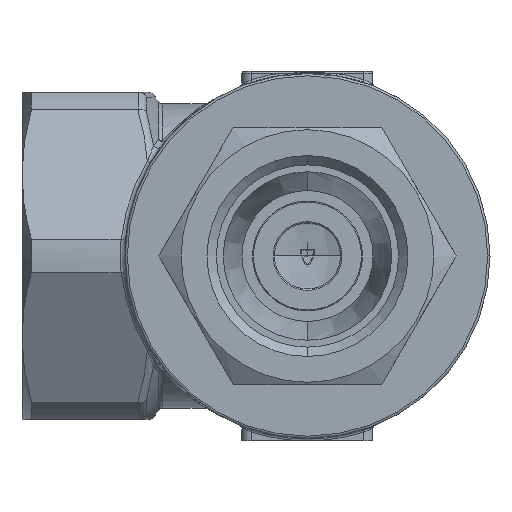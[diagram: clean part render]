
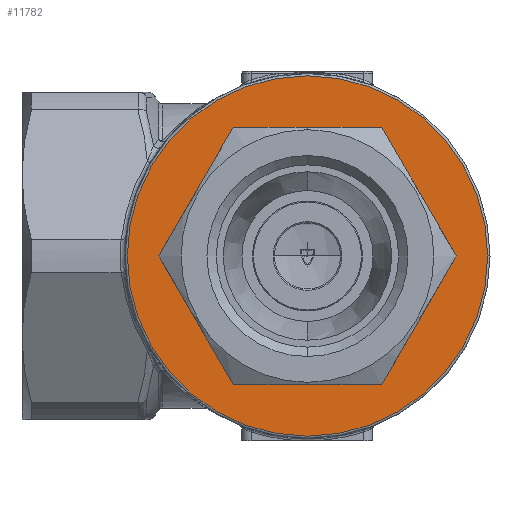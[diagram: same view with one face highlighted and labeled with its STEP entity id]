
A CAD part, front view. The second image highlights one B-rep face of the part: STEP entity #11782.
In plain terms, the highlighted planar face has unit normal (0, -1, 0).
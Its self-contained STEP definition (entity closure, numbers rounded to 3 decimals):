
#2158 = DIRECTION ( 'NONE',  ( -1., 0., 0. ) ) ;
#2161 = AXIS2_PLACEMENT_3D ( 'NONE', #2173, #2167, #2158 ) ;
#2162 = CARTESIAN_POINT ( 'NONE',  ( 0., -42., 25.75 ) ) ;
#2167 = DIRECTION ( 'NONE',  ( 0., 1., 0. ) ) ;
#2173 = CARTESIAN_POINT ( 'NONE',  ( 0., -42., 0. ) ) ;
#2175 = CIRCLE ( 'NONE', #2161, 25.75 ) ;
#2209 = CARTESIAN_POINT ( 'NONE',  ( 0., -42., -25.75 ) ) ;
#5066 = AXIS2_PLACEMENT_3D ( 'NONE', #5080, #5131, #5130 ) ;
#5070 = AXIS2_PLACEMENT_3D ( 'NONE', #5145, #5144, #5143 ) ;
#5080 = CARTESIAN_POINT ( 'NONE',  ( 0., -42., 0. ) ) ;
#5093 = AXIS2_PLACEMENT_3D ( 'NONE', #5160, #5159, #5158 ) ;
#5096 = CIRCLE ( 'NONE', #5066, 25.75 ) ;
#5121 = FACE_BOUND ( 'NONE', #11778, .T. ) ;
#5122 = FACE_OUTER_BOUND ( 'NONE', #11776, .T. ) ;
#5129 = PLANE ( 'NONE',  #5093 ) ;
#5130 = DIRECTION ( 'NONE',  ( -1., 0., 0. ) ) ;
#5131 = DIRECTION ( 'NONE',  ( 0., 1., 0. ) ) ;
#5143 = DIRECTION ( 'NONE',  ( -1., 0., 0. ) ) ;
#5144 = DIRECTION ( 'NONE',  ( 0., -1., 0. ) ) ;
#5145 = CARTESIAN_POINT ( 'NONE',  ( 0., -42., 0. ) ) ;
#5147 = CIRCLE ( 'NONE', #5070, 38.5 ) ;
#5153 = DIRECTION ( 'NONE',  ( -1., 0., 0. ) ) ;
#5154 = DIRECTION ( 'NONE',  ( 0., -1., 0. ) ) ;
#5155 = AXIS2_PLACEMENT_3D ( 'NONE', #5161, #5154, #5153 ) ;
#5157 = CARTESIAN_POINT ( 'NONE',  ( -38.5, -42., 0. ) ) ;
#5158 = DIRECTION ( 'NONE',  ( -1., 0., 0. ) ) ;
#5159 = DIRECTION ( 'NONE',  ( 0., -1., 0. ) ) ;
#5160 = CARTESIAN_POINT ( 'NONE',  ( 0., -42., 0. ) ) ;
#5161 = CARTESIAN_POINT ( 'NONE',  ( 0., -42., 0. ) ) ;
#5162 = CARTESIAN_POINT ( 'NONE',  ( 38.5, -42., 0. ) ) ;
#5164 = CIRCLE ( 'NONE', #5155, 38.5 ) ;
#10460 = VERTEX_POINT ( 'NONE', #2162 ) ;
#10463 = EDGE_CURVE ( 'NONE', #10470, #10460, #2175, .T. ) ;
#10470 = VERTEX_POINT ( 'NONE', #2209 ) ;
#11773 = EDGE_CURVE ( 'NONE', #10460, #10470, #5096, .T. ) ;
#11776 = EDGE_LOOP ( 'NONE', ( #11793, #11794 ) ) ;
#11778 = EDGE_LOOP ( 'NONE', ( #11785, #11790 ) ) ;
#11782 = ADVANCED_FACE ( 'NONE', ( #5121, #5122 ), #5129, .T. ) ;
#11784 = EDGE_CURVE ( 'NONE', #11787, #11789, #5164, .T. ) ;
#11785 = ORIENTED_EDGE ( 'NONE', *, *, #10463, .T. ) ;
#11787 = VERTEX_POINT ( 'NONE', #5162 ) ;
#11789 = VERTEX_POINT ( 'NONE', #5157 ) ;
#11790 = ORIENTED_EDGE ( 'NONE', *, *, #11773, .T. ) ;
#11793 = ORIENTED_EDGE ( 'NONE', *, *, #11784, .T. ) ;
#11794 = ORIENTED_EDGE ( 'NONE', *, *, #11795, .T. ) ;
#11795 = EDGE_CURVE ( 'NONE', #11789, #11787, #5147, .T. ) ;
